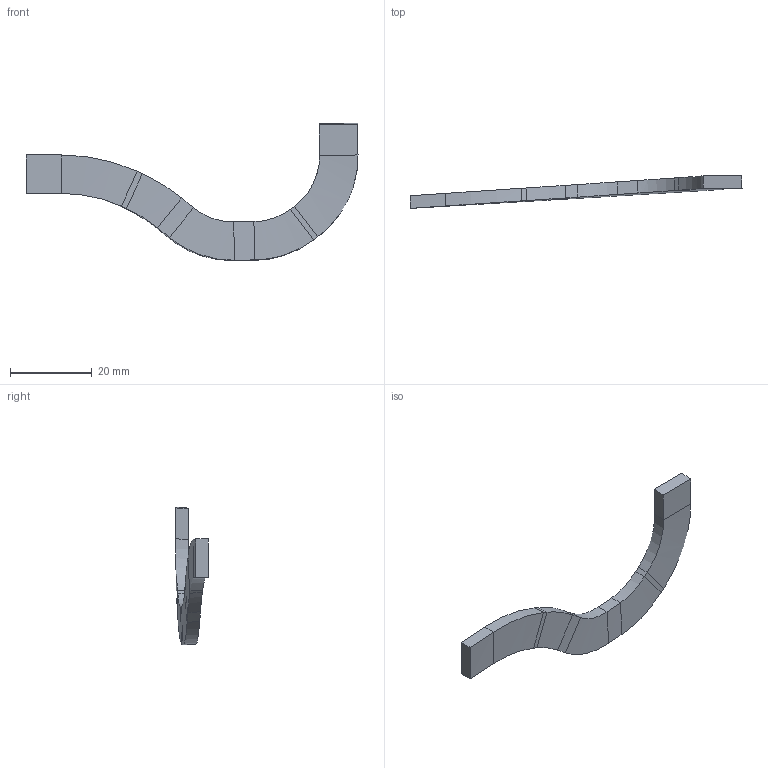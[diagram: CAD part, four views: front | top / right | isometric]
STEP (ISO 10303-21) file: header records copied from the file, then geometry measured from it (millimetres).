
FILE_DESCRIPTION (( 'STEP AP214' ), '1' );
FILE_NAME ('Gear Box-Sweep1.STEP', '2022-03-10T01:33:58', ( '' ), ( '' ), 'SwSTEP 2.0', 'SolidWorks 2019', '' );
FILE_SCHEMA (( 'AUTOMOTIVE_DESIGN' ));
Length unit declared in the file: millimetre
Products named in the file (1): Gear Box-Sweep1
Bounding box: 81.13 x 7.99 x 33.59 mm (x, y, z)
Volume: 2888.6 mm3; surface area: 2553.3 mm2
Topology: 1 solids, 1 shells, 46 faces, 92 edges, 48 vertices
Faces by surface type: bspline 44, plane 2
Entity records: 1394 total; most frequent: CARTESIAN_POINT 699, ORIENTED_EDGE 184, EDGE_CURVE 92, DIRECTION 54, VERTEX_POINT 48, VECTOR 48, LINE 48, EDGE_LOOP 46
